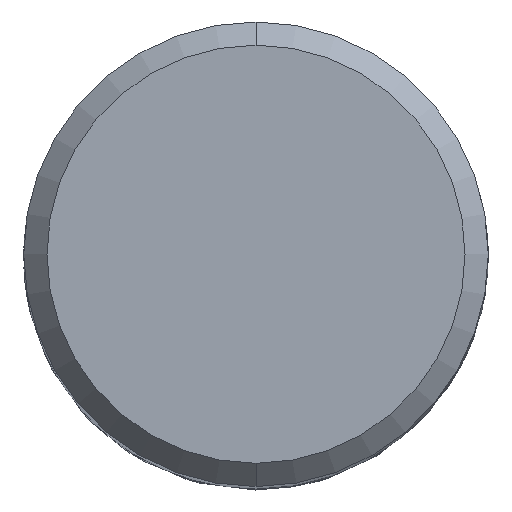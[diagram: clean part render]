
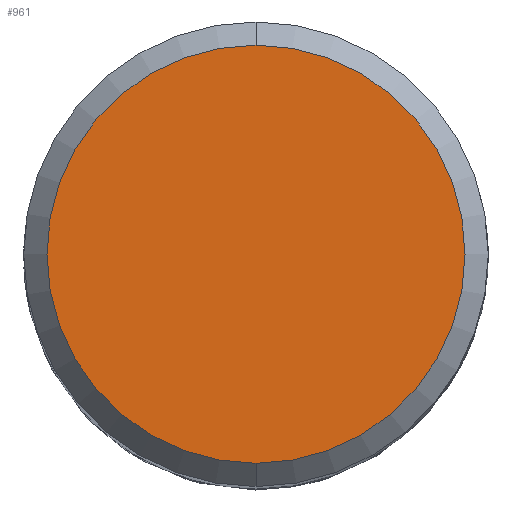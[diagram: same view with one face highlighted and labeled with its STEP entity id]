
A CAD part, top view. The second image highlights one B-rep face of the part: STEP entity #961.
In plain terms, the highlighted planar face has unit normal (0, 0, 1).
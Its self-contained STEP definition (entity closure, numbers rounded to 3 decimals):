
#395=VERTEX_POINT('',#1123);
#619=EDGE_CURVE('',#773,#395,#1367,.T.);
#773=VERTEX_POINT('',#1536);
#961=ADVANCED_FACE('',(#1741),#1742,.T.);
#1037=EDGE_CURVE('',#395,#773,#1825,.T.);
#1123=CARTESIAN_POINT('',(0.0,9.0,0.0));
#1367=CIRCLE('',#4853,9.0);
#1536=CARTESIAN_POINT('',(0.,-9.0,0.0));
#1741=FACE_OUTER_BOUND('',#9271,.T.);
#1742=PLANE('',#9272);
#1825=CIRCLE('',#9853,9.0);
#4853=AXIS2_PLACEMENT_3D('',#10773,#10774,#10775);
#9271=EDGE_LOOP('',(#11172,#11173));
#9272=AXIS2_PLACEMENT_3D('',#11174,#11175,#11176);
#9853=AXIS2_PLACEMENT_3D('',#11260,#11261,#11262);
#10773=CARTESIAN_POINT('',(0.0,0.0,0.0));
#10774=DIRECTION('',(0.0,0.0,-1.0));
#10775=DIRECTION('',(0.0,1.0,0.0));
#11172=ORIENTED_EDGE('',*,*,#1037,.F.);
#11173=ORIENTED_EDGE('',*,*,#619,.F.);
#11174=CARTESIAN_POINT('',(0.0,4.5,0.0));
#11175=DIRECTION('',(-0.0,0.0,1.0));
#11176=DIRECTION('',(0.0,-1.0,0.0));
#11260=CARTESIAN_POINT('',(0.0,0.0,0.0));
#11261=DIRECTION('',(0.0,0.0,-1.0));
#11262=DIRECTION('',(0.0,1.0,0.0));
